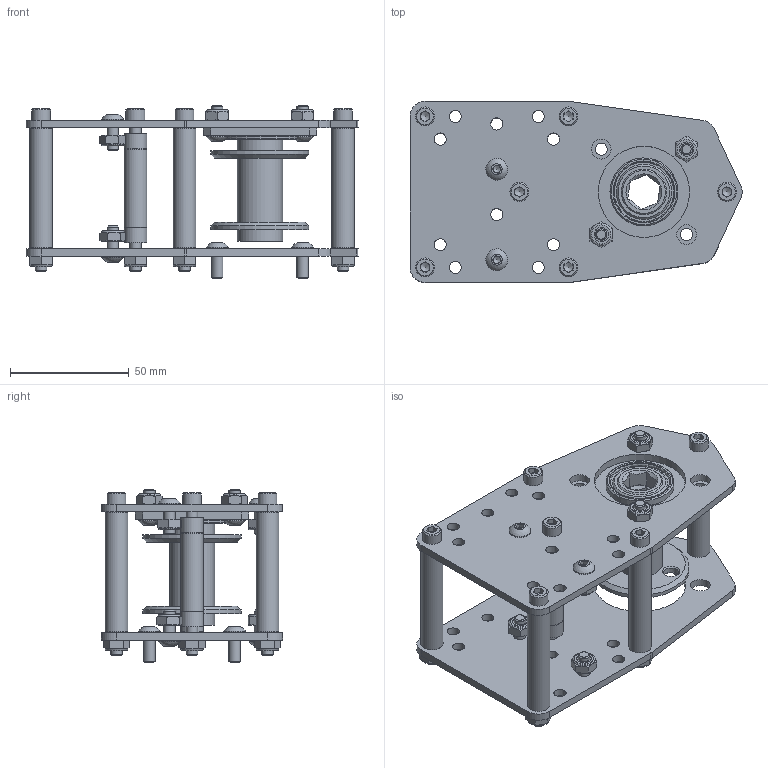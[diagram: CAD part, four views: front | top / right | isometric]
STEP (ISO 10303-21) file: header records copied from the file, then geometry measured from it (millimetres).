
FILE_DESCRIPTION (( 'STEP AP214' ), '1' );
FILE_NAME ('am-4664 2IN Winch Kit.STEP', '2022-09-20T19:01:21', ( '' ), ( '' ), 'SwSTEP 2.0', 'SolidWorks 2022', '' );
FILE_SCHEMA (( 'AUTOMOTIVE_DESIGN' ));
Length unit declared in the file: inch
Products named in the file (11): 10-32 Nylock Jam Nut_90633A411; am-xxxx 1.313t x .192id x .375od AS38-10-84; am-4646 Climber In A Box Winch Plate; am-2986 FR8ZZ Hex Bearing; 1.125 1.75in Bearing Plate; am-4647_2000 Full Winch Spool For 2 in. Box Tube; 10-32x2500_shcs_HX-SHCS 0.19-32x1.375x1-C; am-4209 0.375od 0.192id .250L; .201ID x .375OD x 2.000 Aluminum Spacer; BHCS 10-32 x 0.5_SBHCSCREW 0.19-32x0.5-HX-C; am-4664 2IN Winch Kit
Assembly tree (39 placements, depth 2):
  am-4664 2IN Winch Kit
    am-4646 Climber In A Box Winch Plate  x2
    10-32x2500_shcs_HX-SHCS 0.19-32x1.375x1-C  x6
    BHCS 10-32 x 0.5_SBHCSCREW 0.19-32x0.5-HX-C  x8
    10-32 Nylock Jam Nut_90633A411  x12
    .201ID x .375OD x 2.000 Aluminum Spacer  x5
    am-xxxx 1.313t x .192id x .375od AS38-10-84
    am-4209 0.375od 0.192id .250L  x2
    am-2986 FR8ZZ Hex Bearing
    1.125 1.75in Bearing Plate
    am-4647_2000 Full Winch Spool For 2 in. Box Tube
Bounding box: 139.68 x 76.2 x 73.03 mm (x, y, z)
Volume: 99823.4 mm3; surface area: 83778.2 mm2
Topology: 51 solids, 51 shells, 1145 faces, 2580 edges, 1596 vertices
Faces by surface type: plane 427, cone 388, cylinder 277, torus 43, sphere 8, bspline 2
Full cylindrical faces by diameter (mm): 4.091 x12, 4.178 x36, 4.826 x62, 4.877 x3, 5.105 x49, 6.08 x12, 6.35 x2, 7.937 x6, 8.255 x4, 9.169 x8, 9.525 x8, 19.05 x3, 26.035 x2, 28.194 x1, 28.575 x2, 31.115 x1, 38.354 x2, 41.275 x2
Entity records: 7537 total; most frequent: CARTESIAN_POINT 2025, DIRECTION 1064, ORIENTED_EDGE 784, AXIS2_PLACEMENT_3D 473, EDGE_LOOP 428, EDGE_CURVE 392, VERTEX_POINT 306, FACE_OUTER_BOUND 298
